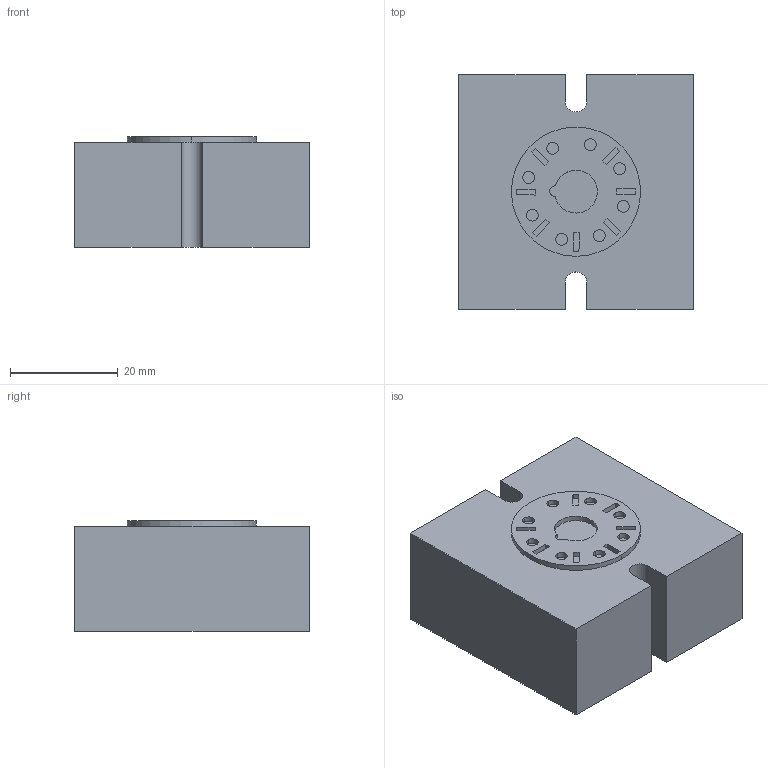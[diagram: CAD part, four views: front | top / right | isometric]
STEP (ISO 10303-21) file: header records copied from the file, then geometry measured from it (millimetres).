
FILE_DESCRIPTION((''),'2;1');
FILE_NAME('3d_31L48P8.stp','2012-10-03T09:05:14',(''),(''),'Mechanical Desktop 2011','Mechanical Desktop 2011',', , ');
FILE_SCHEMA(('CONFIG_CONTROL_DESIGN'));
Length unit declared in the file: millimetre
Products named in the file (1): Product
Bounding box: 43.5 x 43.5 x 20.5 mm (x, y, z)
Volume: 36242.6 mm3; surface area: 7766.5 mm2
Topology: 1 solids, 1 shells, 79 faces, 426 edges, 594 vertices
Faces by surface type: plane 57, cylinder 22
Entity records: 3880 total; most frequent: CARTESIAN_POINT 880, DIRECTION 656, ORIENTED_EDGE 396, VECTOR 356, LINE 356, TRIMMED_CURVE 228, EDGE_CURVE 198, AXIS2_PLACEMENT_3D 150
